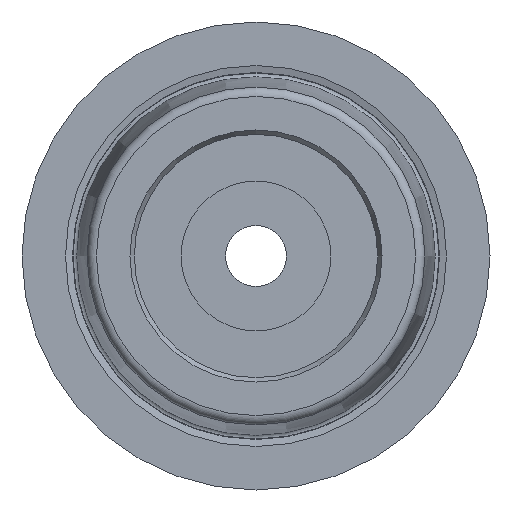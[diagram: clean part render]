
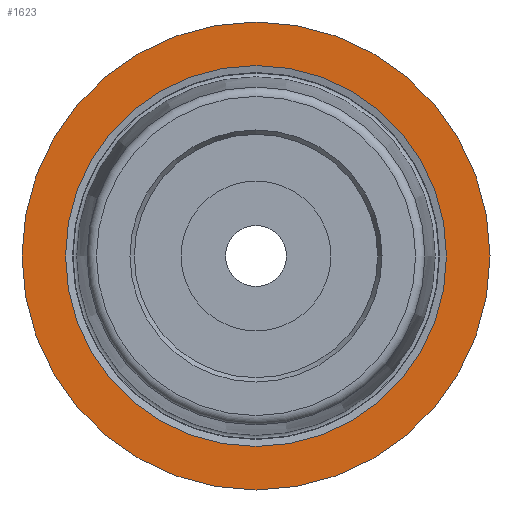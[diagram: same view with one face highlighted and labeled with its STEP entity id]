
A CAD part, left-side view. The second image highlights one B-rep face of the part: STEP entity #1623.
In plain terms, the highlighted planar face has unit normal (-1, 0, 0).
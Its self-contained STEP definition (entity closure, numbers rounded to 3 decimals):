
#1589=CARTESIAN_POINT('',(0.,20.35,0.0));
#1590=VERTEX_POINT('',#1589);
#1591=CARTESIAN_POINT('',(0.,0.,0.0));
#1592=DIRECTION('',(1.0,0.0,0.0));
#1593=DIRECTION('',(0.0,1.0,0.0));
#1594=AXIS2_PLACEMENT_3D('',#1591,#1592,#1593);
#1595=CIRCLE('',#1594,20.35);
#1596=EDGE_CURVE('',#1590,#1590,#1595,.T.);
#1604=CARTESIAN_POINT('',(0.,22.675,0.0));
#1605=DIRECTION('',(-1.0,0.0,0.0));
#1606=DIRECTION('',(0.0,0.0,1.0));
#1607=AXIS2_PLACEMENT_3D('',#1604,#1605,#1606);
#1608=PLANE('',#1607);
#1609=CARTESIAN_POINT('',(0.0,25.,0.0));
#1610=VERTEX_POINT('',#1609);
#1611=CARTESIAN_POINT('',(0.0,0.,0.0));
#1612=DIRECTION('',(1.0,0.0,0.0));
#1613=DIRECTION('',(0.0,1.0,0.0));
#1614=AXIS2_PLACEMENT_3D('',#1611,#1612,#1613);
#1615=CIRCLE('',#1614,25.);
#1616=EDGE_CURVE('',#1610,#1610,#1615,.T.);
#1617=ORIENTED_EDGE('',*,*,#1616,.F.);
#1618=EDGE_LOOP('',(#1617));
#1619=FACE_OUTER_BOUND('',#1618,.T.);
#1620=ORIENTED_EDGE('',*,*,#1596,.T.);
#1621=EDGE_LOOP('',(#1620));
#1622=FACE_BOUND('',#1621,.T.);
#1623=ADVANCED_FACE('',(#1619,#1622),#1608,.T.);
